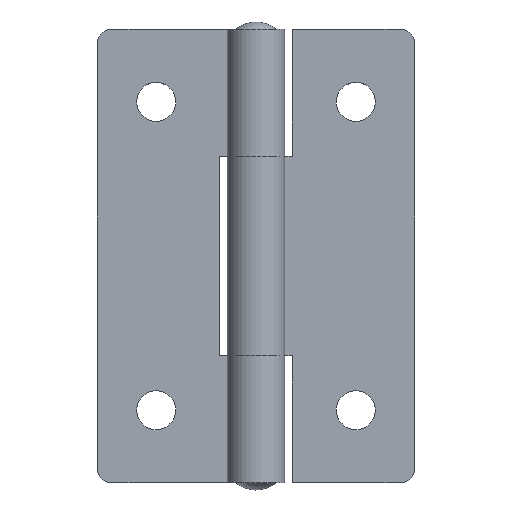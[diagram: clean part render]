
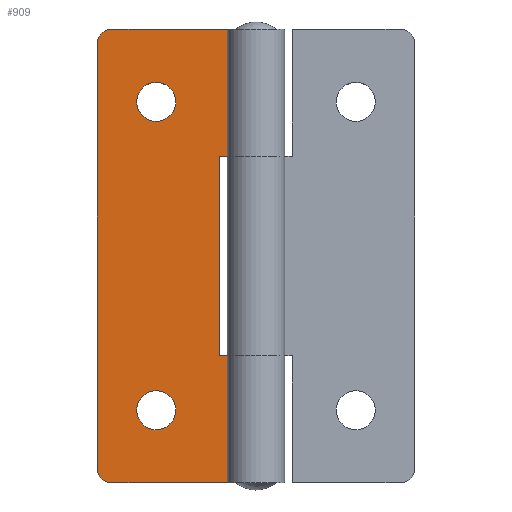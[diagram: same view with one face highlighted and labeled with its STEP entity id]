
A CAD part, top view. The second image highlights one B-rep face of the part: STEP entity #909.
In plain terms, the highlighted face is planar.
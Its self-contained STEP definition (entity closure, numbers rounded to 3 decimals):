
#4 = ORIENTED_EDGE ( 'NONE', *, *, #389, .T. ) ;
#32 = CARTESIAN_POINT ( 'NONE',  ( -17.5, -1.65, 25. ) ) ;
#52 = ORIENTED_EDGE ( 'NONE', *, *, #1307, .T. ) ;
#66 = CARTESIAN_POINT ( 'NONE',  ( -11., -1.65, -14.85 ) ) ;
#77 = DIRECTION ( 'NONE',  ( 0., 0., -1. ) ) ;
#83 = DIRECTION ( 'NONE',  ( 0., 1., 0. ) ) ;
#87 = CARTESIAN_POINT ( 'NONE',  ( -17.5, -1.65, 25. ) ) ;
#96 = CARTESIAN_POINT ( 'NONE',  ( -2.683, -1.65, 11. ) ) ;
#105 = FACE_BOUND ( 'NONE', #828, .T. ) ;
#124 = DIRECTION ( 'NONE',  ( 0., 0., -1. ) ) ;
#136 = CIRCLE ( 'NONE', #205, 1.5 ) ;
#137 = ORIENTED_EDGE ( 'NONE', *, *, #652, .T. ) ;
#140 = EDGE_CURVE ( 'NONE', #757, #1053, #183, .T. ) ;
#147 = DIRECTION ( 'NONE',  ( 0., 1., 0. ) ) ;
#153 = ORIENTED_EDGE ( 'NONE', *, *, #977, .T. ) ;
#167 = EDGE_CURVE ( 'NONE', #1535, #878, #1619, .T. ) ;
#170 = VECTOR ( 'NONE', #77, 1000. ) ;
#183 = LINE ( 'NONE', #32, #2051 ) ;
#184 = ORIENTED_EDGE ( 'NONE', *, *, #1253, .F. ) ;
#194 = DIRECTION ( 'NONE',  ( 0., 0., -1. ) ) ;
#204 = LINE ( 'NONE', #211, #1152 ) ;
#205 = AXIS2_PLACEMENT_3D ( 'NONE', #2067, #1444, #620 ) ;
#211 = CARTESIAN_POINT ( 'NONE',  ( -2.683, -1.65, 25. ) ) ;
#260 = DIRECTION ( 'NONE',  ( 0., 0., -1. ) ) ;
#265 = LINE ( 'NONE', #87, #974 ) ;
#270 = VECTOR ( 'NONE', #865, 1000. ) ;
#307 = DIRECTION ( 'NONE',  ( 0., 1., 0. ) ) ;
#315 = EDGE_CURVE ( 'NONE', #1413, #754, #265, .T. ) ;
#340 = CARTESIAN_POINT ( 'NONE',  ( -17.5, -1.65, 23.5 ) ) ;
#353 = VERTEX_POINT ( 'NONE', #420 ) ;
#369 = EDGE_LOOP ( 'NONE', ( #1730, #957, #1151, #137, #1143, #4, #1069, #1277, #153, #52 ) ) ;
#370 = CIRCLE ( 'NONE', #1154, 2.15 ) ;
#376 = CARTESIAN_POINT ( 'NONE',  ( -17.5, -1.65, -23.5 ) ) ;
#389 = EDGE_CURVE ( 'NONE', #1403, #1215, #1208, .T. ) ;
#406 = CARTESIAN_POINT ( 'NONE',  ( -17.5, -1.65, 11. ) ) ;
#420 = CARTESIAN_POINT ( 'NONE',  ( -11., -1.65, -19.15 ) ) ;
#452 = VERTEX_POINT ( 'NONE', #96 ) ;
#461 = AXIS2_PLACEMENT_3D ( 'NONE', #1982, #1324, #697 ) ;
#475 = CARTESIAN_POINT ( 'NONE',  ( -4., -1.65, 11. ) ) ;
#497 = DIRECTION ( 'NONE',  ( 1., 0., 0. ) ) ;
#524 = CARTESIAN_POINT ( 'NONE',  ( -16., -1.65, 25. ) ) ;
#532 = EDGE_CURVE ( 'NONE', #2018, #353, #2052, .T. ) ;
#535 = CARTESIAN_POINT ( 'NONE',  ( -17.5, -1.65, 25. ) ) ;
#543 = LINE ( 'NONE', #868, #1042 ) ;
#554 = LINE ( 'NONE', #1220, #1187 ) ;
#620 = DIRECTION ( 'NONE',  ( 0., 0., -1. ) ) ;
#652 = EDGE_CURVE ( 'NONE', #1413, #452, #204, .T. ) ;
#666 = EDGE_CURVE ( 'NONE', #1215, #722, #1649, .T. ) ;
#667 = CARTESIAN_POINT ( 'NONE',  ( -16., -1.65, -25. ) ) ;
#674 = CARTESIAN_POINT ( 'NONE',  ( -2.683, -1.65, -11. ) ) ;
#691 = LINE ( 'NONE', #406, #270 ) ;
#695 = CIRCLE ( 'NONE', #1758, 2.15 ) ;
#697 = DIRECTION ( 'NONE',  ( 0., 0., 1. ) ) ;
#711 = EDGE_LOOP ( 'NONE', ( #1782, #1676 ) ) ;
#722 = VERTEX_POINT ( 'NONE', #674 ) ;
#754 = VERTEX_POINT ( 'NONE', #524 ) ;
#757 = VERTEX_POINT ( 'NONE', #340 ) ;
#805 = VECTOR ( 'NONE', #497, 1000. ) ;
#810 = DIRECTION ( 'NONE',  ( 0., 1., 0. ) ) ;
#828 = EDGE_LOOP ( 'NONE', ( #1086, #184 ) ) ;
#865 = DIRECTION ( 'NONE',  ( -1., 0., 0. ) ) ;
#868 = CARTESIAN_POINT ( 'NONE',  ( -2.683, -1.65, 25. ) ) ;
#878 = VERTEX_POINT ( 'NONE', #1675 ) ;
#881 = FACE_BOUND ( 'NONE', #711, .T. ) ;
#902 = DIRECTION ( 'NONE',  ( 0., -1., 0. ) ) ;
#905 = AXIS2_PLACEMENT_3D ( 'NONE', #535, #902, #260 ) ;
#909 = ADVANCED_FACE ( 'NONE', ( #105, #881, #1869 ), #2001, .F. ) ;
#914 = CARTESIAN_POINT ( 'NONE',  ( -11., -1.65, 17. ) ) ;
#933 = EDGE_CURVE ( 'NONE', #722, #2029, #543, .T. ) ;
#957 = ORIENTED_EDGE ( 'NONE', *, *, #1300, .T. ) ;
#963 = CARTESIAN_POINT ( 'NONE',  ( -11., -1.65, -17. ) ) ;
#974 = VECTOR ( 'NONE', #1034, 1000. ) ;
#977 = EDGE_CURVE ( 'NONE', #2029, #1918, #554, .T. ) ;
#1013 = EDGE_CURVE ( 'NONE', #452, #1403, #691, .T. ) ;
#1034 = DIRECTION ( 'NONE',  ( -1., 0., 0. ) ) ;
#1042 = VECTOR ( 'NONE', #1378, 1000. ) ;
#1053 = VERTEX_POINT ( 'NONE', #376 ) ;
#1069 = ORIENTED_EDGE ( 'NONE', *, *, #666, .T. ) ;
#1086 = ORIENTED_EDGE ( 'NONE', *, *, #167, .F. ) ;
#1143 = ORIENTED_EDGE ( 'NONE', *, *, #1013, .T. ) ;
#1151 = ORIENTED_EDGE ( 'NONE', *, *, #315, .F. ) ;
#1152 = VECTOR ( 'NONE', #194, 1000. ) ;
#1154 = AXIS2_PLACEMENT_3D ( 'NONE', #914, #147, #1288 ) ;
#1187 = VECTOR ( 'NONE', #1861, 1000. ) ;
#1203 = CARTESIAN_POINT ( 'NONE',  ( -4., -1.65, 25. ) ) ;
#1208 = LINE ( 'NONE', #1203, #170 ) ;
#1209 = EDGE_CURVE ( 'NONE', #353, #2018, #695, .T. ) ;
#1215 = VERTEX_POINT ( 'NONE', #2056 ) ;
#1218 = CIRCLE ( 'NONE', #1823, 1.5 ) ;
#1220 = CARTESIAN_POINT ( 'NONE',  ( -17.5, -1.65, -25. ) ) ;
#1253 = EDGE_CURVE ( 'NONE', #878, #1535, #370, .T. ) ;
#1277 = ORIENTED_EDGE ( 'NONE', *, *, #933, .T. ) ;
#1288 = DIRECTION ( 'NONE',  ( 0., 0., 1. ) ) ;
#1300 = EDGE_CURVE ( 'NONE', #757, #754, #136, .T. ) ;
#1307 = EDGE_CURVE ( 'NONE', #1918, #1053, #1218, .T. ) ;
#1324 = DIRECTION ( 'NONE',  ( 0., 1., 0. ) ) ;
#1349 = CARTESIAN_POINT ( 'NONE',  ( -17.5, -1.65, -11. ) ) ;
#1376 = DIRECTION ( 'NONE',  ( 0., 0., 1. ) ) ;
#1378 = DIRECTION ( 'NONE',  ( 0., 0., -1. ) ) ;
#1403 = VERTEX_POINT ( 'NONE', #475 ) ;
#1413 = VERTEX_POINT ( 'NONE', #1930 ) ;
#1425 = AXIS2_PLACEMENT_3D ( 'NONE', #963, #810, #1933 ) ;
#1444 = DIRECTION ( 'NONE',  ( 0., 1., 0. ) ) ;
#1535 = VERTEX_POINT ( 'NONE', #1857 ) ;
#1536 = CARTESIAN_POINT ( 'NONE',  ( -11., -1.65, -17. ) ) ;
#1566 = CARTESIAN_POINT ( 'NONE',  ( -16., -1.65, -23.5 ) ) ;
#1619 = CIRCLE ( 'NONE', #461, 2.15 ) ;
#1649 = LINE ( 'NONE', #1349, #805 ) ;
#1662 = DIRECTION ( 'NONE',  ( 0., 0., -1. ) ) ;
#1675 = CARTESIAN_POINT ( 'NONE',  ( -11., -1.65, 14.85 ) ) ;
#1676 = ORIENTED_EDGE ( 'NONE', *, *, #1209, .F. ) ;
#1730 = ORIENTED_EDGE ( 'NONE', *, *, #140, .F. ) ;
#1758 = AXIS2_PLACEMENT_3D ( 'NONE', #1536, #83, #1376 ) ;
#1782 = ORIENTED_EDGE ( 'NONE', *, *, #532, .F. ) ;
#1791 = CARTESIAN_POINT ( 'NONE',  ( -2.683, -1.65, -25. ) ) ;
#1823 = AXIS2_PLACEMENT_3D ( 'NONE', #1566, #307, #124 ) ;
#1857 = CARTESIAN_POINT ( 'NONE',  ( -11., -1.65, 19.15 ) ) ;
#1861 = DIRECTION ( 'NONE',  ( -1., 0., 0. ) ) ;
#1869 = FACE_OUTER_BOUND ( 'NONE', #369, .T. ) ;
#1918 = VERTEX_POINT ( 'NONE', #667 ) ;
#1930 = CARTESIAN_POINT ( 'NONE',  ( -2.683, -1.65, 25. ) ) ;
#1933 = DIRECTION ( 'NONE',  ( 0., 0., 1. ) ) ;
#1982 = CARTESIAN_POINT ( 'NONE',  ( -11., -1.65, 17. ) ) ;
#2001 = PLANE ( 'NONE',  #905 ) ;
#2018 = VERTEX_POINT ( 'NONE', #66 ) ;
#2029 = VERTEX_POINT ( 'NONE', #1791 ) ;
#2051 = VECTOR ( 'NONE', #1662, 1000. ) ;
#2052 = CIRCLE ( 'NONE', #1425, 2.15 ) ;
#2056 = CARTESIAN_POINT ( 'NONE',  ( -4., -1.65, -11. ) ) ;
#2067 = CARTESIAN_POINT ( 'NONE',  ( -16., -1.65, 23.5 ) ) ;
